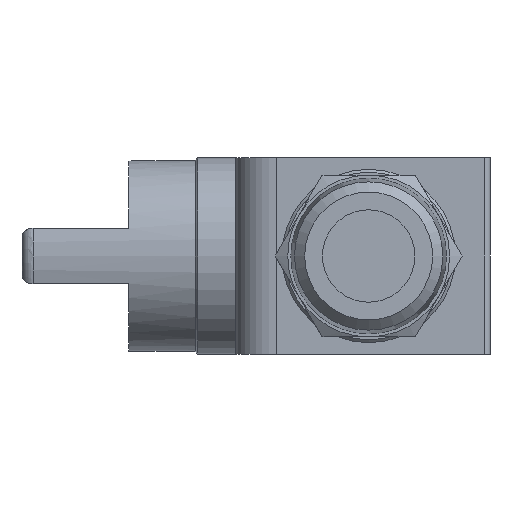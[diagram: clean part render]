
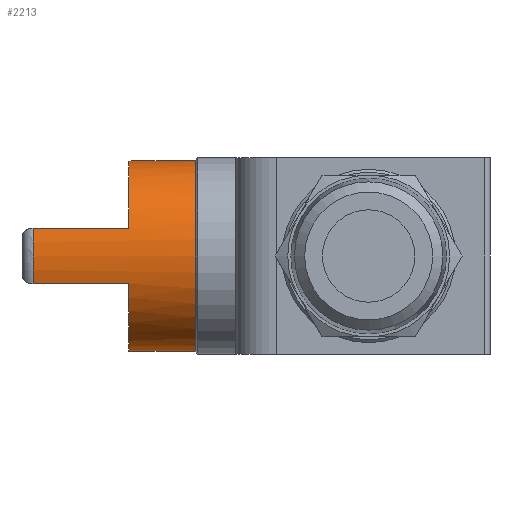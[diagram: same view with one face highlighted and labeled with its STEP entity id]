
A CAD part, left-side view. The second image highlights one B-rep face of the part: STEP entity #2213.
In plain terms, the highlighted cylindrical face has radius 8.25 mm (diameter 16.5 mm), a full revolution.
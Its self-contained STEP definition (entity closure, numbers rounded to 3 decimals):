
#110=LINE('',#3141,#204);
#111=LINE('',#3146,#205);
#112=LINE('',#3150,#206);
#113=LINE('',#3154,#207);
#204=VECTOR('',#2588,1000.);
#205=VECTOR('',#2591,1000.);
#206=VECTOR('',#2594,1000.);
#207=VECTOR('',#2597,1000.);
#260=CYLINDRICAL_SURFACE('',#2332,8.25);
#301=CIRCLE('',#2333,8.25);
#302=CIRCLE('',#2334,8.25);
#303=CIRCLE('',#2335,8.25);
#304=CIRCLE('',#2336,8.25);
#305=CIRCLE('',#2337,8.25);
#444=ORIENTED_EDGE('',*,*,#858,.T.);
#445=ORIENTED_EDGE('',*,*,#859,.F.);
#446=ORIENTED_EDGE('',*,*,#860,.T.);
#447=ORIENTED_EDGE('',*,*,#861,.F.);
#448=ORIENTED_EDGE('',*,*,#862,.F.);
#449=ORIENTED_EDGE('',*,*,#863,.F.);
#450=ORIENTED_EDGE('',*,*,#864,.T.);
#451=ORIENTED_EDGE('',*,*,#865,.F.);
#452=ORIENTED_EDGE('',*,*,#866,.F.);
#858=EDGE_CURVE('',#1057,#1057,#301,.F.);
#859=EDGE_CURVE('',#1058,#1059,#110,.T.);
#860=EDGE_CURVE('',#1058,#1060,#302,.T.);
#861=EDGE_CURVE('',#1061,#1060,#111,.F.);
#862=EDGE_CURVE('',#1062,#1061,#303,.T.);
#863=EDGE_CURVE('',#1063,#1062,#112,.T.);
#864=EDGE_CURVE('',#1063,#1064,#304,.T.);
#865=EDGE_CURVE('',#1065,#1064,#113,.F.);
#866=EDGE_CURVE('',#1059,#1065,#305,.T.);
#1057=VERTEX_POINT('',#3140);
#1058=VERTEX_POINT('',#3142);
#1059=VERTEX_POINT('',#3143);
#1060=VERTEX_POINT('',#3145);
#1061=VERTEX_POINT('',#3147);
#1062=VERTEX_POINT('',#3149);
#1063=VERTEX_POINT('',#3151);
#1064=VERTEX_POINT('',#3153);
#1065=VERTEX_POINT('',#3155);
#1200=EDGE_LOOP('',(#444));
#1201=EDGE_LOOP('',(#445,#446,#447,#448,#449,#450,#451,#452));
#1340=FACE_BOUND('',#1200,.T.);
#1341=FACE_BOUND('',#1201,.T.);
#2213=ADVANCED_FACE('',(#1340,#1341),#260,.T.);
#2332=AXIS2_PLACEMENT_3D('',#3138,#2584,#2585);
#2333=AXIS2_PLACEMENT_3D('',#3139,#2586,#2587);
#2334=AXIS2_PLACEMENT_3D('',#3144,#2589,#2590);
#2335=AXIS2_PLACEMENT_3D('',#3148,#2592,#2593);
#2336=AXIS2_PLACEMENT_3D('',#3152,#2595,#2596);
#2337=AXIS2_PLACEMENT_3D('',#3156,#2598,#2599);
#2584=DIRECTION('',(0.,-1.,0.));
#2585=DIRECTION('',(0.,0.,-1.));
#2586=DIRECTION('',(0.,-1.,0.));
#2587=DIRECTION('',(0.,0.,-1.));
#2588=DIRECTION('',(0.,-1.,0.));
#2589=DIRECTION('',(0.,-1.,0.));
#2590=DIRECTION('',(0.,0.,-1.));
#2591=DIRECTION('',(0.,-1.,0.));
#2592=DIRECTION('',(0.,1.,0.));
#2593=DIRECTION('',(0.,0.,1.));
#2594=DIRECTION('',(0.,-1.,0.));
#2595=DIRECTION('',(0.,-1.,0.));
#2596=DIRECTION('',(0.,0.,-1.));
#2597=DIRECTION('',(0.,-1.,0.));
#2598=DIRECTION('',(0.,1.,0.));
#2599=DIRECTION('',(0.,0.,1.));
#3138=CARTESIAN_POINT('',(0.,11.5,0.));
#3139=CARTESIAN_POINT('',(0.,15.,0.));
#3140=CARTESIAN_POINT('',(0.,15.,-8.25));
#3141=CARTESIAN_POINT('',(-7.895,11.5,2.393));
#3142=CARTESIAN_POINT('',(-7.895,29.043,2.393));
#3143=CARTESIAN_POINT('',(-7.895,20.76,2.393));
#3144=CARTESIAN_POINT('',(0.,29.043,0.));
#3145=CARTESIAN_POINT('',(-7.895,29.043,-2.393));
#3146=CARTESIAN_POINT('',(-7.895,11.5,-2.393));
#3147=CARTESIAN_POINT('',(-7.895,20.76,-2.393));
#3148=CARTESIAN_POINT('',(0.,20.76,0.));
#3149=CARTESIAN_POINT('',(7.895,20.76,-2.393));
#3150=CARTESIAN_POINT('',(7.895,11.5,-2.393));
#3151=CARTESIAN_POINT('',(7.895,29.043,-2.393));
#3152=CARTESIAN_POINT('',(0.,29.043,0.));
#3153=CARTESIAN_POINT('',(7.895,29.043,2.393));
#3154=CARTESIAN_POINT('',(7.895,11.5,2.393));
#3155=CARTESIAN_POINT('',(7.895,20.76,2.393));
#3156=CARTESIAN_POINT('',(0.,20.76,0.));
